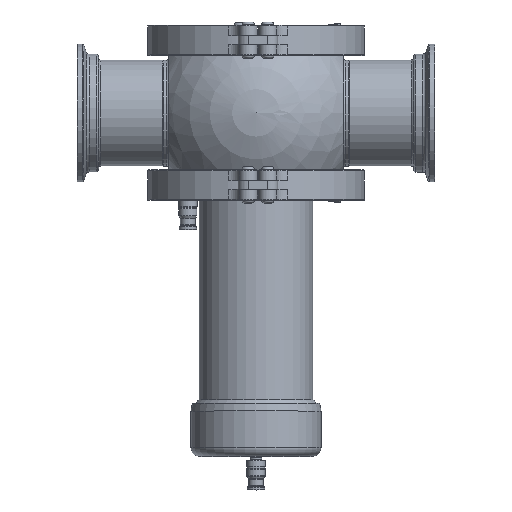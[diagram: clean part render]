
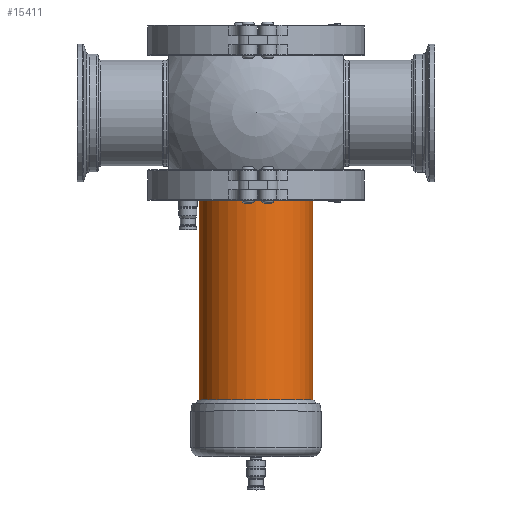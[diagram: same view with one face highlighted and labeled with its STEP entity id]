
A CAD part, top view. The second image highlights one B-rep face of the part: STEP entity #15411.
In plain terms, the highlighted cylindrical face has radius 37.5 mm (diameter 75 mm), a full revolution.
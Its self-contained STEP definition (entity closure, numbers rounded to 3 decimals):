
#1041=FACE_OUTER_BOUND('',#1866,.T.);
#1866=EDGE_LOOP('',(#10045,#10046,#10047,#10048,#10049,#10050));
#2898=CIRCLE('',#16447,37.5);
#2899=CIRCLE('',#16448,37.5);
#2900=CIRCLE('',#16449,37.5);
#2901=CIRCLE('',#16450,37.5);
#4167=LINE('',#24080,#4881);
#4881=VECTOR('',#18996,37.5);
#5704=VERTEX_POINT('',#24075);
#5705=VERTEX_POINT('',#24076);
#5706=VERTEX_POINT('',#24079);
#5707=VERTEX_POINT('',#24081);
#7387=EDGE_CURVE('',#5704,#5705,#2898,.T.);
#7388=EDGE_CURVE('',#5705,#5704,#2899,.T.);
#7389=EDGE_CURVE('',#5705,#5706,#4167,.T.);
#7390=EDGE_CURVE('',#5707,#5706,#2900,.T.);
#7391=EDGE_CURVE('',#5706,#5707,#2901,.T.);
#10045=ORIENTED_EDGE('',*,*,#7387,.F.);
#10046=ORIENTED_EDGE('',*,*,#7388,.F.);
#10047=ORIENTED_EDGE('',*,*,#7389,.T.);
#10048=ORIENTED_EDGE('',*,*,#7390,.F.);
#10049=ORIENTED_EDGE('',*,*,#7391,.F.);
#10050=ORIENTED_EDGE('',*,*,#7389,.F.);
#14239=CYLINDRICAL_SURFACE('',#16446,37.5);
#15411=ADVANCED_FACE('',(#1041),#14239,.T.);
#16446=AXIS2_PLACEMENT_3D('',#24074,#18990,#18991);
#16447=AXIS2_PLACEMENT_3D('',#24077,#18992,#18993);
#16448=AXIS2_PLACEMENT_3D('',#24078,#18994,#18995);
#16449=AXIS2_PLACEMENT_3D('',#24082,#18997,#18998);
#16450=AXIS2_PLACEMENT_3D('',#24083,#18999,#19000);
#18990=DIRECTION('center_axis',(0.,-1.,0.));
#18991=DIRECTION('ref_axis',(1.,0.,0.));
#18992=DIRECTION('center_axis',(0.,-1.,0.));
#18993=DIRECTION('ref_axis',(0.,0.,1.));
#18994=DIRECTION('center_axis',(0.,-1.,0.));
#18995=DIRECTION('ref_axis',(0.,0.,1.));
#18996=DIRECTION('',(0.,1.,0.));
#18997=DIRECTION('center_axis',(0.,1.,0.));
#18998=DIRECTION('ref_axis',(1.,0.,0.));
#18999=DIRECTION('center_axis',(0.,1.,0.));
#19000=DIRECTION('ref_axis',(1.,0.,0.));
#24074=CARTESIAN_POINT('Origin',(0.,-123.55,0.));
#24075=CARTESIAN_POINT('',(37.5,-189.3,0.));
#24076=CARTESIAN_POINT('',(-37.5,-189.3,0.));
#24077=CARTESIAN_POINT('Origin',(0.,-189.3,0.));
#24078=CARTESIAN_POINT('Origin',(0.,-189.3,0.));
#24079=CARTESIAN_POINT('',(-37.5,-57.8,0.));
#24080=CARTESIAN_POINT('',(-37.5,-123.55,0.));
#24081=CARTESIAN_POINT('',(37.5,-57.8,0.));
#24082=CARTESIAN_POINT('Origin',(0.,-57.8,0.));
#24083=CARTESIAN_POINT('Origin',(0.,-57.8,0.));
